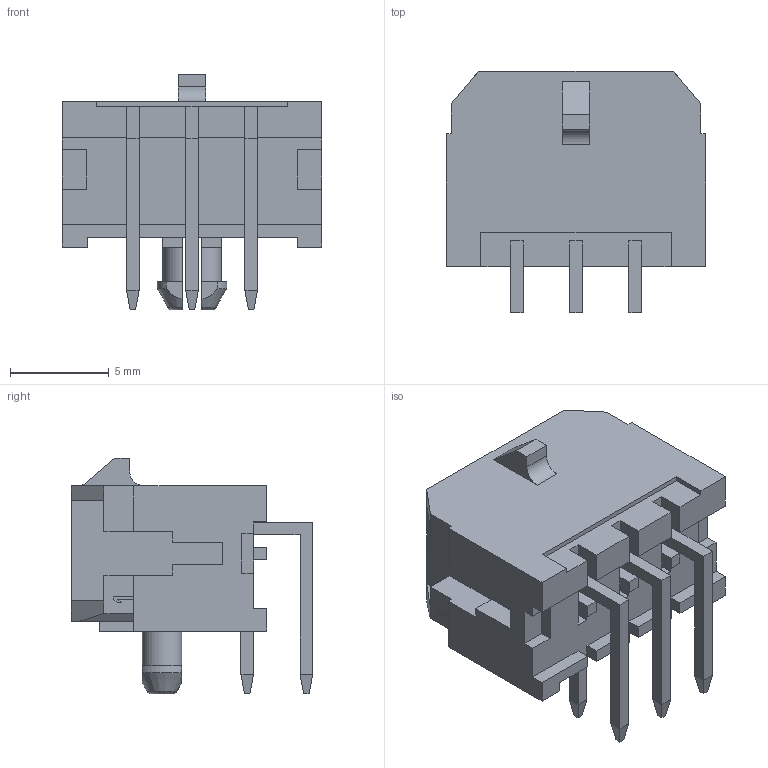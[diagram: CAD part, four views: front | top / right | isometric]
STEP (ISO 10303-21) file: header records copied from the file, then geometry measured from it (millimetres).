
FILE_DESCRIPTION(('FreeCAD Model'),'2;1');
FILE_NAME('Open CASCADE Shape Model','2022-02-12T20:56:38',( 'kicad StepUp'),('ksu MCAD'),'Open CASCADE STEP processor 7.5', 'FreeCAD','Unknown');
FILE_SCHEMA(('AUTOMOTIVE_DESIGN { 1 0 10303 214 1 1 1 1 }'));
Length unit declared in the file: millimetre
Products named in the file (1): Molex_Micro-Fit_3.0_43045-0600_2x03_P3.00mm_Horizontal
Bounding box: 13.15 x 12.24 x 11.95 mm (x, y, z)
Volume: 573.1 mm3; surface area: 1278.8 mm2
Topology: 1 solids, 1 shells, 333 faces, 853 edges, 537 vertices
Faces by surface type: plane 324, cylinder 5, cone 2, torus 2
Entity records: 12154 total; most frequent: CARTESIAN_POINT 1764, ORIENTED_EDGE 1706, DIRECTION 1537, EDGE_CURVE 853, LINE 829, VECTOR 829, VERTEX_POINT 537, AXIS2_PLACEMENT_3D 354
